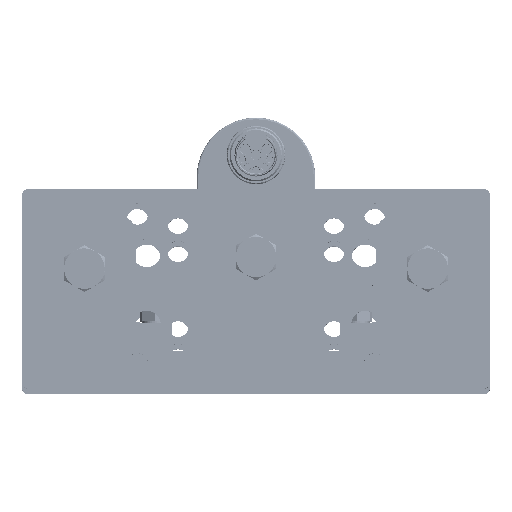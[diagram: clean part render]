
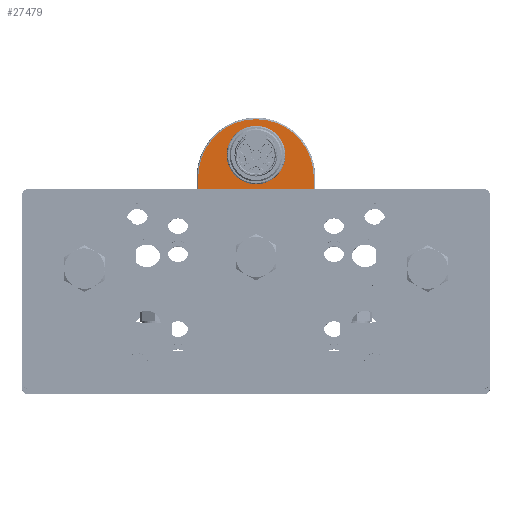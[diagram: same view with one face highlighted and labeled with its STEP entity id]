
A CAD part, top view. The second image highlights one B-rep face of the part: STEP entity #27479.
In plain terms, the highlighted planar face has unit normal (0, 0, 1).
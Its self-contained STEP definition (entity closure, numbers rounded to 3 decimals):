
#67 = CARTESIAN_POINT ( 'NONE',  ( 9., 7., 10.5 ) ) ;
#334 = ORIENTED_EDGE ( 'NONE', *, *, #4407, .T. ) ;
#790 = VERTEX_POINT ( 'NONE', #12305 ) ;
#2130 = CARTESIAN_POINT ( 'NONE',  ( -18.5, -27., 10.5 ) ) ;
#2230 = EDGE_LOOP ( 'NONE', ( #21350, #25847 ) ) ;
#2560 = AXIS2_PLACEMENT_3D ( 'NONE', #4852, #20454, #27852 ) ;
#4089 = DIRECTION ( 'NONE',  ( -1., 0., 0. ) ) ;
#4407 = EDGE_CURVE ( 'NONE', #37205, #30944, #23066, .T. ) ;
#4852 = CARTESIAN_POINT ( 'NONE',  ( 0., 7., 10.5 ) ) ;
#5687 = CIRCLE ( 'NONE', #26106, 18.5 ) ;
#5974 = PLANE ( 'NONE',  #12576 ) ;
#6728 = DIRECTION ( 'NONE',  ( 1., 0., 0. ) ) ;
#7029 = ORIENTED_EDGE ( 'NONE', *, *, #8793, .T. ) ;
#7597 = ORIENTED_EDGE ( 'NONE', *, *, #23486, .T. ) ;
#7724 = DIRECTION ( 'NONE',  ( 0., 1., 0. ) ) ;
#8793 = EDGE_CURVE ( 'NONE', #16035, #13311, #21544, .T. ) ;
#10187 = DIRECTION ( 'NONE',  ( 0., 0., 1. ) ) ;
#11609 = VECTOR ( 'NONE', #37411, 1000. ) ;
#12305 = CARTESIAN_POINT ( 'NONE',  ( -9., 7., 10.5 ) ) ;
#12576 = AXIS2_PLACEMENT_3D ( 'NONE', #37693, #33578, #6728 ) ;
#13311 = VERTEX_POINT ( 'NONE', #15841 ) ;
#13694 = EDGE_LOOP ( 'NONE', ( #7029, #20802, #334, #7597 ) ) ;
#14884 = CARTESIAN_POINT ( 'NONE',  ( 18.5, 0., 10.5 ) ) ;
#15301 = DIRECTION ( 'NONE',  ( 0., 0., 1. ) ) ;
#15841 = CARTESIAN_POINT ( 'NONE',  ( -18.5, -19.401, 10.5 ) ) ;
#16035 = VERTEX_POINT ( 'NONE', #44328 ) ;
#20056 = CARTESIAN_POINT ( 'NONE',  ( 18.5, -19.401, 10.5 ) ) ;
#20454 = DIRECTION ( 'NONE',  ( 0., 0., 1. ) ) ;
#20802 = ORIENTED_EDGE ( 'NONE', *, *, #49323, .T. ) ;
#21350 = ORIENTED_EDGE ( 'NONE', *, *, #35008, .F. ) ;
#21544 = LINE ( 'NONE', #2130, #11609 ) ;
#22907 = AXIS2_PLACEMENT_3D ( 'NONE', #40652, #25283, #29627 ) ;
#23066 = LINE ( 'NONE', #14884, #45267 ) ;
#23234 = CIRCLE ( 'NONE', #47770, 9. ) ;
#23486 = EDGE_CURVE ( 'NONE', #30944, #16035, #5687, .T. ) ;
#25119 = FACE_BOUND ( 'NONE', #2230, .T. ) ;
#25283 = DIRECTION ( 'NONE',  ( 0., 0., -1. ) ) ;
#25847 = ORIENTED_EDGE ( 'NONE', *, *, #41148, .F. ) ;
#26106 = AXIS2_PLACEMENT_3D ( 'NONE', #30366, #10187, #48840 ) ;
#26172 = CIRCLE ( 'NONE', #2560, 9. ) ;
#27479 = ADVANCED_FACE ( 'NONE', ( #25119, #41021 ), #5974, .T. ) ;
#27852 = DIRECTION ( 'NONE',  ( -1., 0., 0. ) ) ;
#29627 = DIRECTION ( 'NONE',  ( 1., 0., 0. ) ) ;
#30366 = CARTESIAN_POINT ( 'NONE',  ( 0., 0., 10.5 ) ) ;
#30944 = VERTEX_POINT ( 'NONE', #36004 ) ;
#33578 = DIRECTION ( 'NONE',  ( 0., 0., 1. ) ) ;
#35008 = EDGE_CURVE ( 'NONE', #790, #43058, #26172, .T. ) ;
#36004 = CARTESIAN_POINT ( 'NONE',  ( 18.5, 0., 10.5 ) ) ;
#36802 = CIRCLE ( 'NONE', #22907, 20. ) ;
#37205 = VERTEX_POINT ( 'NONE', #20056 ) ;
#37411 = DIRECTION ( 'NONE',  ( 0., -1., 0. ) ) ;
#37693 = CARTESIAN_POINT ( 'NONE',  ( 0., -2.75, 10.5 ) ) ;
#40652 = CARTESIAN_POINT ( 'NONE',  ( 0., -27., 10.5 ) ) ;
#41021 = FACE_OUTER_BOUND ( 'NONE', #13694, .T. ) ;
#41148 = EDGE_CURVE ( 'NONE', #43058, #790, #23234, .T. ) ;
#43058 = VERTEX_POINT ( 'NONE', #67 ) ;
#44328 = CARTESIAN_POINT ( 'NONE',  ( -18.5, 0., 10.5 ) ) ;
#45267 = VECTOR ( 'NONE', #7724, 1000. ) ;
#46074 = CARTESIAN_POINT ( 'NONE',  ( 0., 7., 10.5 ) ) ;
#47770 = AXIS2_PLACEMENT_3D ( 'NONE', #46074, #15301, #4089 ) ;
#48840 = DIRECTION ( 'NONE',  ( 1., 0., 0. ) ) ;
#49323 = EDGE_CURVE ( 'NONE', #13311, #37205, #36802, .T. ) ;
